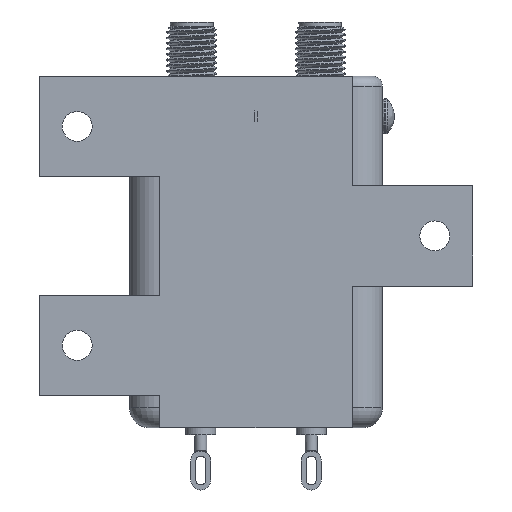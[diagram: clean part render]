
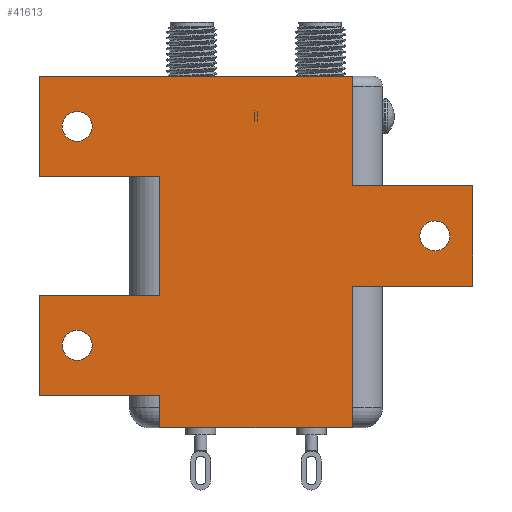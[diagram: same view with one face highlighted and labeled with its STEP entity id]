
A CAD part, front view. The second image highlights one B-rep face of the part: STEP entity #41613.
In plain terms, the highlighted planar face has unit normal (0, -1, 0).
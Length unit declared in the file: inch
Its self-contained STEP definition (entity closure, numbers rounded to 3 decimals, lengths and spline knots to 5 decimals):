
#200 = CARTESIAN_POINT ( 'NONE',  ( -0.48, -0.69, 0. ) ) ;
#473 = VECTOR ( 'NONE', #35616, 39.37008 ) ;
#758 = ORIENTED_EDGE ( 'NONE', *, *, #30300, .F. ) ;
#850 = CARTESIAN_POINT ( 'NONE',  ( 1.08, -0.69, -1.045 ) ) ;
#1017 = CARTESIAN_POINT ( 'NONE',  ( 1.08, -0.69, -0.545 ) ) ;
#1760 = VERTEX_POINT ( 'NONE', #2016 ) ;
#2016 = CARTESIAN_POINT ( 'NONE',  ( -0.48, -0.69, -1.59 ) ) ;
#2036 = CARTESIAN_POINT ( 'NONE',  ( -0.48, -0.69, -0.5 ) ) ;
#2783 = VECTOR ( 'NONE', #16260, 39.37008 ) ;
#3523 = VECTOR ( 'NONE', #16306, 39.37008 ) ;
#3769 = VERTEX_POINT ( 'NONE', #38070 ) ;
#3783 = ORIENTED_EDGE ( 'NONE', *, *, #37617, .T. ) ;
#4570 = CARTESIAN_POINT ( 'NONE',  ( -0.89, -0.69, -1.4145 ) ) ;
#4635 = EDGE_LOOP ( 'NONE', ( #758 ) ) ;
#4871 = EDGE_CURVE ( 'NONE', #15698, #43322, #9724, .T. ) ;
#5252 = LINE ( 'NONE', #43443, #40892 ) ;
#5417 = VECTOR ( 'NONE', #20964, 39.37008 ) ;
#6405 = VECTOR ( 'NONE', #41256, 39.37008 ) ;
#7409 = CARTESIAN_POINT ( 'NONE',  ( -0.48, -0.69, 0. ) ) ;
#7432 = EDGE_CURVE ( 'NONE', #38346, #38346, #11955, .T. ) ;
#7635 = EDGE_CURVE ( 'NONE', #45496, #34965, #33421, .T. ) ;
#8808 = EDGE_LOOP ( 'NONE', ( #50305 ) ) ;
#8977 = LINE ( 'NONE', #13157, #44332 ) ;
#9549 = VERTEX_POINT ( 'NONE', #26437 ) ;
#9724 = LINE ( 'NONE', #22466, #47201 ) ;
#9968 = DIRECTION ( 'NONE',  ( 0., -1., 0. ) ) ;
#10046 = CARTESIAN_POINT ( 'NONE',  ( 0.89, -0.69, -0.795 ) ) ;
#10437 = LINE ( 'NONE', #47779, #473 ) ;
#11014 = DIRECTION ( 'NONE',  ( 0., 0., -1. ) ) ;
#11110 = CARTESIAN_POINT ( 'NONE',  ( -1.08, -0.69, -1.59 ) ) ;
#11386 = DIRECTION ( 'NONE',  ( 0., 0., -1. ) ) ;
#11955 = CIRCLE ( 'NONE', #24330, 0.0745 ) ;
#11994 = CARTESIAN_POINT ( 'NONE',  ( 0.48, -0.69, 0. ) ) ;
#12041 = VERTEX_POINT ( 'NONE', #24289 ) ;
#12108 = CARTESIAN_POINT ( 'NONE',  ( -0.48, -0.69, -1.75 ) ) ;
#12140 = EDGE_CURVE ( 'NONE', #1760, #53662, #29250, .T. ) ;
#12204 = EDGE_CURVE ( 'NONE', #53662, #12041, #30544, .T. ) ;
#12590 = EDGE_CURVE ( 'NONE', #52940, #34407, #50776, .T. ) ;
#13157 = CARTESIAN_POINT ( 'NONE',  ( 1.08, -0.69, -1.045 ) ) ;
#13331 = AXIS2_PLACEMENT_3D ( 'NONE', #47860, #9968, #14415 ) ;
#13469 = EDGE_CURVE ( 'NONE', #43322, #34907, #44763, .T. ) ;
#13836 = AXIS2_PLACEMENT_3D ( 'NONE', #27716, #32416, #11386 ) ;
#14415 = DIRECTION ( 'NONE',  ( 0., 0., -1. ) ) ;
#15075 = EDGE_CURVE ( 'NONE', #34907, #30060, #37104, .T. ) ;
#15360 = ORIENTED_EDGE ( 'NONE', *, *, #21930, .T. ) ;
#15698 = VERTEX_POINT ( 'NONE', #18746 ) ;
#15953 = DIRECTION ( 'NONE',  ( 1., 0., 0. ) ) ;
#16013 = EDGE_CURVE ( 'NONE', #12041, #54432, #5252, .T. ) ;
#16234 = LINE ( 'NONE', #53790, #34640 ) ;
#16260 = DIRECTION ( 'NONE',  ( 0., 0., -1. ) ) ;
#16306 = DIRECTION ( 'NONE',  ( 0., 0., -1. ) ) ;
#17074 = DIRECTION ( 'NONE',  ( 1., 0., 0. ) ) ;
#17899 = DIRECTION ( 'NONE',  ( 1., 0., 0. ) ) ;
#18293 = FACE_BOUND ( 'NONE', #4635, .T. ) ;
#18340 = CARTESIAN_POINT ( 'NONE',  ( 0.48, -0.69, -1.045 ) ) ;
#18746 = CARTESIAN_POINT ( 'NONE',  ( -1.08, -0.69, -0.5 ) ) ;
#18768 = ORIENTED_EDGE ( 'NONE', *, *, #12140, .T. ) ;
#20054 = DIRECTION ( 'NONE',  ( 0., 0., -1. ) ) ;
#20520 = EDGE_CURVE ( 'NONE', #52940, #45496, #47471, .T. ) ;
#20781 = AXIS2_PLACEMENT_3D ( 'NONE', #10046, #48473, #35770 ) ;
#20964 = DIRECTION ( 'NONE',  ( 0., 0., 1. ) ) ;
#21930 = EDGE_CURVE ( 'NONE', #34407, #40204, #10437, .T. ) ;
#22466 = CARTESIAN_POINT ( 'NONE',  ( -1.08, -0.69, -0.5 ) ) ;
#23224 = ORIENTED_EDGE ( 'NONE', *, *, #13469, .T. ) ;
#23264 = PLANE ( 'NONE',  #13331 ) ;
#24289 = CARTESIAN_POINT ( 'NONE',  ( 0.48, -0.69, -1.75 ) ) ;
#24330 = AXIS2_PLACEMENT_3D ( 'NONE', #40890, #41715, #24855 ) ;
#24338 = EDGE_CURVE ( 'NONE', #34965, #54432, #8977, .T. ) ;
#24351 = CARTESIAN_POINT ( 'NONE',  ( 1.08, -0.69, -0.545 ) ) ;
#24614 = CARTESIAN_POINT ( 'NONE',  ( -1.08, -0.69, 0. ) ) ;
#24663 = CARTESIAN_POINT ( 'NONE',  ( -0.48, -0.69, -1.09 ) ) ;
#24822 = VECTOR ( 'NONE', #20054, 39.37008 ) ;
#24855 = DIRECTION ( 'NONE',  ( 0., 0., -1. ) ) ;
#25394 = CARTESIAN_POINT ( 'NONE',  ( 1.08, -0.69, -0.545 ) ) ;
#26013 = VECTOR ( 'NONE', #17899, 39.37008 ) ;
#26437 = CARTESIAN_POINT ( 'NONE',  ( -0.89, -0.69, -0.3245 ) ) ;
#26731 = ORIENTED_EDGE ( 'NONE', *, *, #16013, .T. ) ;
#26853 = FACE_BOUND ( 'NONE', #8808, .T. ) ;
#26949 = EDGE_CURVE ( 'NONE', #3769, #3769, #34028, .T. ) ;
#27716 = CARTESIAN_POINT ( 'NONE',  ( -0.89, -0.69, -0.25 ) ) ;
#27801 = CARTESIAN_POINT ( 'NONE',  ( -1.08, -0.69, -1.09 ) ) ;
#27898 = ORIENTED_EDGE ( 'NONE', *, *, #15075, .T. ) ;
#29250 = LINE ( 'NONE', #200, #2783 ) ;
#29328 = ORIENTED_EDGE ( 'NONE', *, *, #12204, .T. ) ;
#29600 = CARTESIAN_POINT ( 'NONE',  ( -1.08, -0.69, 0. ) ) ;
#29733 = CIRCLE ( 'NONE', #13836, 0.0745 ) ;
#30060 = VERTEX_POINT ( 'NONE', #35476 ) ;
#30300 = EDGE_CURVE ( 'NONE', #9549, #9549, #29733, .T. ) ;
#30350 = ORIENTED_EDGE ( 'NONE', *, *, #24338, .F. ) ;
#30544 = LINE ( 'NONE', #12108, #39911 ) ;
#31002 = FACE_OUTER_BOUND ( 'NONE', #48143, .T. ) ;
#31699 = ORIENTED_EDGE ( 'NONE', *, *, #7635, .F. ) ;
#32416 = DIRECTION ( 'NONE',  ( 0., -1., 0. ) ) ;
#33421 = LINE ( 'NONE', #25394, #41096 ) ;
#34028 = CIRCLE ( 'NONE', #20781, 0.0745 ) ;
#34407 = VERTEX_POINT ( 'NONE', #11994 ) ;
#34640 = VECTOR ( 'NONE', #15953, 39.37008 ) ;
#34907 = VERTEX_POINT ( 'NONE', #24663 ) ;
#34965 = VERTEX_POINT ( 'NONE', #850 ) ;
#35150 = FACE_BOUND ( 'NONE', #46523, .T. ) ;
#35175 = DIRECTION ( 'NONE',  ( 1., 0., 0. ) ) ;
#35476 = CARTESIAN_POINT ( 'NONE',  ( -1.08, -0.69, -1.09 ) ) ;
#35616 = DIRECTION ( 'NONE',  ( -1., 0., 0. ) ) ;
#35770 = DIRECTION ( 'NONE',  ( 0., 0., -1. ) ) ;
#37104 = LINE ( 'NONE', #46214, #6405 ) ;
#37397 = CARTESIAN_POINT ( 'NONE',  ( -0.48, -0.69, -1.75 ) ) ;
#37617 = EDGE_CURVE ( 'NONE', #38022, #1760, #16234, .T. ) ;
#38022 = VERTEX_POINT ( 'NONE', #11110 ) ;
#38070 = CARTESIAN_POINT ( 'NONE',  ( 0.89, -0.69, -0.8695 ) ) ;
#38346 = VERTEX_POINT ( 'NONE', #4570 ) ;
#38747 = DIRECTION ( 'NONE',  ( 0., 0., 1. ) ) ;
#39112 = ORIENTED_EDGE ( 'NONE', *, *, #4871, .T. ) ;
#39911 = VECTOR ( 'NONE', #17074, 39.37008 ) ;
#40204 = VERTEX_POINT ( 'NONE', #29600 ) ;
#40438 = CARTESIAN_POINT ( 'NONE',  ( 0.48, -0.69, -0.545 ) ) ;
#40890 = CARTESIAN_POINT ( 'NONE',  ( -0.89, -0.69, -1.34 ) ) ;
#40892 = VECTOR ( 'NONE', #38747, 39.37008 ) ;
#41096 = VECTOR ( 'NONE', #42253, 39.37008 ) ;
#41256 = DIRECTION ( 'NONE',  ( -1., 0., 0. ) ) ;
#41613 = ADVANCED_FACE ( 'NONE', ( #18293, #35150, #26853, #31002 ), #23264, .T. ) ;
#41715 = DIRECTION ( 'NONE',  ( 0., -1., 0. ) ) ;
#41725 = VECTOR ( 'NONE', #11014, 39.37008 ) ;
#41921 = EDGE_CURVE ( 'NONE', #30060, #38022, #53202, .T. ) ;
#41974 = CARTESIAN_POINT ( 'NONE',  ( 0.48, -0.69, 0. ) ) ;
#42253 = DIRECTION ( 'NONE',  ( 0., 0., -1. ) ) ;
#43322 = VERTEX_POINT ( 'NONE', #2036 ) ;
#43333 = ORIENTED_EDGE ( 'NONE', *, *, #12590, .T. ) ;
#43443 = CARTESIAN_POINT ( 'NONE',  ( 0.48, -0.69, 0. ) ) ;
#43482 = ORIENTED_EDGE ( 'NONE', *, *, #41921, .T. ) ;
#44332 = VECTOR ( 'NONE', #49992, 39.37008 ) ;
#44763 = LINE ( 'NONE', #7409, #41725 ) ;
#45496 = VERTEX_POINT ( 'NONE', #24351 ) ;
#46214 = CARTESIAN_POINT ( 'NONE',  ( -1.08, -0.69, -1.09 ) ) ;
#46523 = EDGE_LOOP ( 'NONE', ( #54382 ) ) ;
#47201 = VECTOR ( 'NONE', #35175, 39.37008 ) ;
#47471 = LINE ( 'NONE', #1017, #26013 ) ;
#47779 = CARTESIAN_POINT ( 'NONE',  ( -1.08, -0.69, 0. ) ) ;
#47860 = CARTESIAN_POINT ( 'NONE',  ( 0., -0.69, 0. ) ) ;
#48143 = EDGE_LOOP ( 'NONE', ( #23224, #27898, #43482, #3783, #18768, #29328, #26731, #30350, #31699, #51039, #43333, #15360, #48803, #39112 ) ) ;
#48473 = DIRECTION ( 'NONE',  ( 0., 1., 0. ) ) ;
#48803 = ORIENTED_EDGE ( 'NONE', *, *, #53268, .T. ) ;
#49992 = DIRECTION ( 'NONE',  ( -1., 0., 0. ) ) ;
#50305 = ORIENTED_EDGE ( 'NONE', *, *, #7432, .F. ) ;
#50776 = LINE ( 'NONE', #41974, #5417 ) ;
#50819 = LINE ( 'NONE', #24614, #3523 ) ;
#51039 = ORIENTED_EDGE ( 'NONE', *, *, #20520, .F. ) ;
#52940 = VERTEX_POINT ( 'NONE', #40438 ) ;
#53202 = LINE ( 'NONE', #27801, #24822 ) ;
#53268 = EDGE_CURVE ( 'NONE', #40204, #15698, #50819, .T. ) ;
#53662 = VERTEX_POINT ( 'NONE', #37397 ) ;
#53790 = CARTESIAN_POINT ( 'NONE',  ( -1.08, -0.69, -1.59 ) ) ;
#54382 = ORIENTED_EDGE ( 'NONE', *, *, #26949, .T. ) ;
#54432 = VERTEX_POINT ( 'NONE', #18340 ) ;
